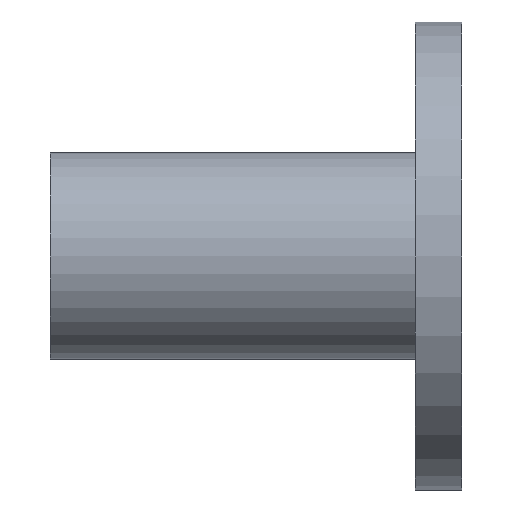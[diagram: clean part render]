
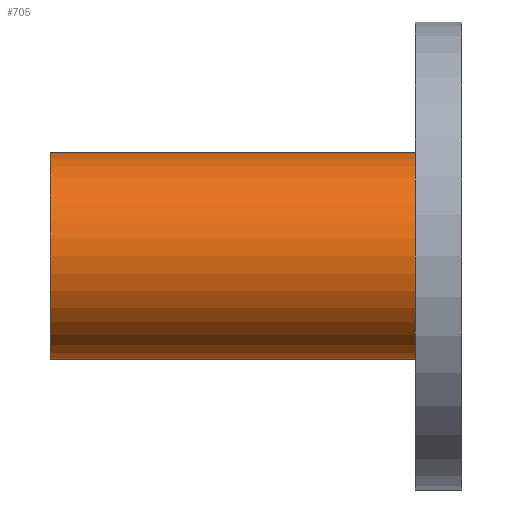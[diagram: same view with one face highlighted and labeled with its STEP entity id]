
A CAD part, left-side view. The second image highlights one B-rep face of the part: STEP entity #705.
In plain terms, the highlighted cylindrical face has radius 44.05 mm (diameter 88.1 mm), a partial arc.
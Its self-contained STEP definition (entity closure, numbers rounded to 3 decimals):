
#18 = CARTESIAN_POINT ( 'NONE',  ( 0., 176., 44.05 ) ) ;
#23 = DIRECTION ( 'NONE',  ( 0., 0., -1. ) ) ;
#28 = AXIS2_PLACEMENT_3D ( 'NONE', #495, #648, #46 ) ;
#46 = DIRECTION ( 'NONE',  ( 0., 0., -1. ) ) ;
#131 = VERTEX_POINT ( 'NONE', #241 ) ;
#167 = CYLINDRICAL_SURFACE ( 'NONE', #811, 44.05 ) ;
#175 = EDGE_CURVE ( 'NONE', #757, #539, #373, .T. ) ;
#182 = CARTESIAN_POINT ( 'NONE',  ( 0., 0., 44.05 ) ) ;
#183 = DIRECTION ( 'NONE',  ( 0., -1., 0. ) ) ;
#184 = ORIENTED_EDGE ( 'NONE', *, *, #814, .T. ) ;
#215 = ORIENTED_EDGE ( 'NONE', *, *, #509, .T. ) ;
#224 = LINE ( 'NONE', #392, #487 ) ;
#230 = ORIENTED_EDGE ( 'NONE', *, *, #175, .F. ) ;
#241 = CARTESIAN_POINT ( 'NONE',  ( 0., 176., -44.05 ) ) ;
#373 = CIRCLE ( 'NONE', #597, 44.05 ) ;
#392 = CARTESIAN_POINT ( 'NONE',  ( 0., 0., -44.05 ) ) ;
#395 = CARTESIAN_POINT ( 'NONE',  ( 0., 20., 44.05 ) ) ;
#425 = EDGE_LOOP ( 'NONE', ( #778, #184, #215, #230 ) ) ;
#487 = VECTOR ( 'NONE', #994, 1000. ) ;
#495 = CARTESIAN_POINT ( 'NONE',  ( 0., 176., 0. ) ) ;
#509 = EDGE_CURVE ( 'NONE', #131, #539, #224, .T. ) ;
#539 = VERTEX_POINT ( 'NONE', #694 ) ;
#556 = LINE ( 'NONE', #182, #828 ) ;
#597 = AXIS2_PLACEMENT_3D ( 'NONE', #873, #183, #23 ) ;
#620 = EDGE_CURVE ( 'NONE', #751, #757, #556, .T. ) ;
#636 = CIRCLE ( 'NONE', #28, 44.05 ) ;
#648 = DIRECTION ( 'NONE',  ( 0., -1., 0. ) ) ;
#694 = CARTESIAN_POINT ( 'NONE',  ( 0., 20., -44.05 ) ) ;
#705 = ADVANCED_FACE ( 'NONE', ( #787 ), #167, .T. ) ;
#715 = DIRECTION ( 'NONE',  ( 0., -1., 0. ) ) ;
#751 = VERTEX_POINT ( 'NONE', #18 ) ;
#757 = VERTEX_POINT ( 'NONE', #395 ) ;
#778 = ORIENTED_EDGE ( 'NONE', *, *, #620, .F. ) ;
#783 = DIRECTION ( 'NONE',  ( 0., 0., -1. ) ) ;
#787 = FACE_OUTER_BOUND ( 'NONE', #425, .T. ) ;
#811 = AXIS2_PLACEMENT_3D ( 'NONE', #938, #715, #783 ) ;
#814 = EDGE_CURVE ( 'NONE', #751, #131, #636, .T. ) ;
#828 = VECTOR ( 'NONE', #943, 1000. ) ;
#873 = CARTESIAN_POINT ( 'NONE',  ( 0., 20., 0. ) ) ;
#938 = CARTESIAN_POINT ( 'NONE',  ( 0., 0., 0. ) ) ;
#943 = DIRECTION ( 'NONE',  ( 0., -1., 0. ) ) ;
#994 = DIRECTION ( 'NONE',  ( 0., -1., 0. ) ) ;
